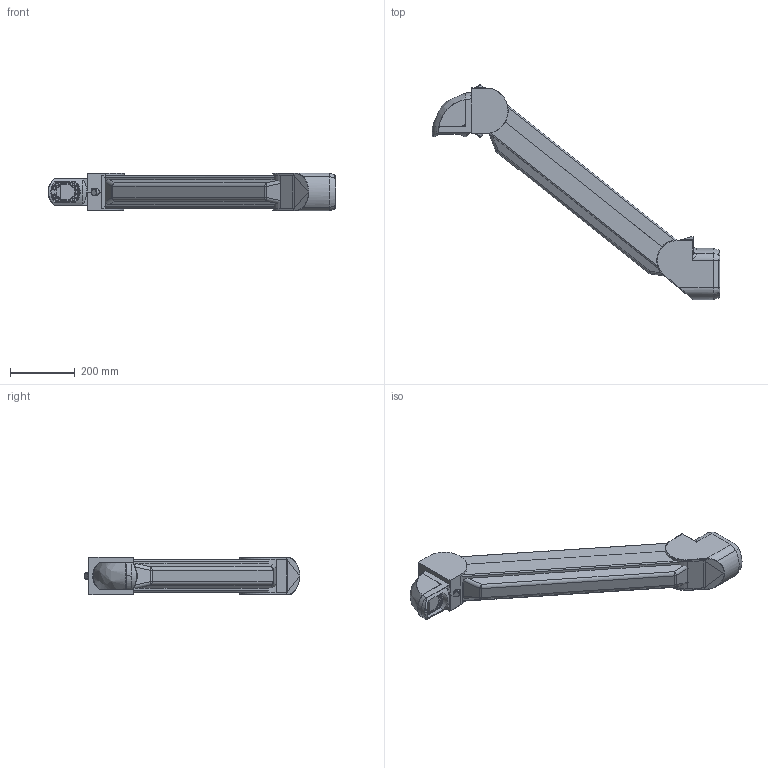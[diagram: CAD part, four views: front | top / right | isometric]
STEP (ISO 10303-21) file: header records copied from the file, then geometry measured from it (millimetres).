
FILE_DESCRIPTION (( 'STEP AP214' ), '1' );
FILE_NAME ('SCE-SAHCB97T132.STEP', '2023-10-10T14:08:01', ( '' ), ( '' ), 'SwSTEP 2.0', 'SolidWorks 2023', '' );
FILE_SCHEMA (( 'AUTOMOTIVE_DESIGN' ));
Length unit declared in the file: inch
Products named in the file (1): SCE-SAHCB97T132
Bounding box: 887.12 x 664.2 x 116 mm (x, y, z)
Volume: 15658274.2 mm3; surface area: 963084.1 mm2
Topology: 7 solids, 8 shells, 951 faces, 2427 edges, 1505 vertices
Faces by surface type: plane 343, cylinder 274, bspline 132, torus 97, cone 72, sphere 33
Full cylindrical faces by diameter (mm): 12 x1, 18 x1, 20 x3
Entity records: 45837 total; most frequent: CARTESIAN_POINT 25661, ORIENTED_EDGE 4798, DIRECTION 3214, EDGE_CURVE 2399, VERTEX_POINT 1496, AXIS2_PLACEMENT_3D 1126, EDGE_LOOP 989, LINE 962
